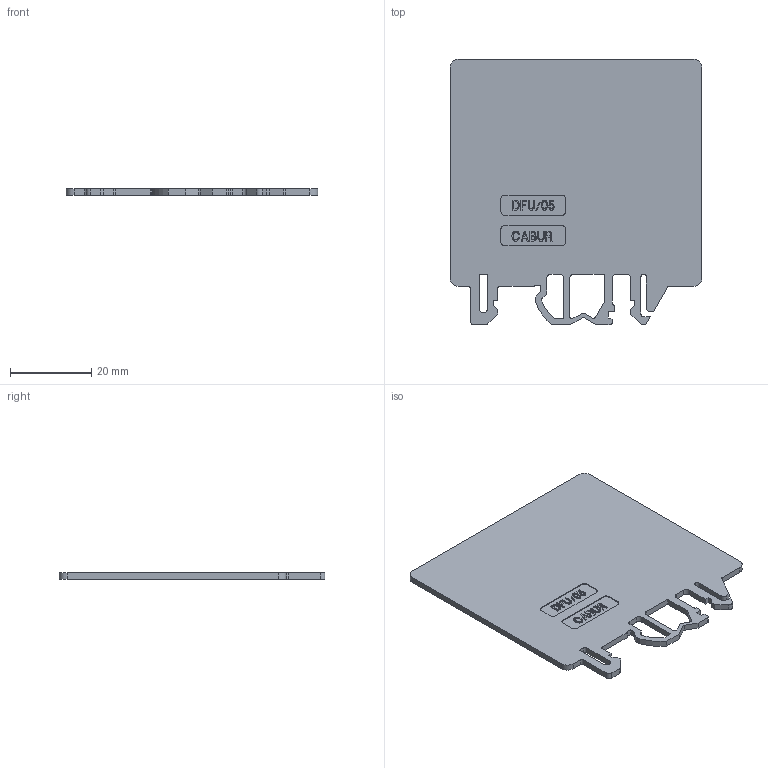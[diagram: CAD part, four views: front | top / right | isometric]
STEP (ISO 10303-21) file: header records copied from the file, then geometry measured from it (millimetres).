
FILE_DESCRIPTION(('OneSpaceDesigner STEP Export'),'2;1');
FILE_NAME('DFU-05.stp','2008-07-03T12:25:43',(''),(''),'OneSpace Designer STEP processor for AP214 (Solid Model)','OneSpace Modeling 15.50 10-Aug-2007 (C) CoCreate Software GmbH','');
FILE_SCHEMA(('AUTOMOTIVE_DESIGN { 1 0 10303 214 1 1 1 1 }'));
Length unit declared in the file: millimetre
Products named in the file (2): DFU-05
Assembly tree (1 placements, depth 2):
  DFU-05
    DFU-05
Bounding box: 62 x 65.5 x 1.5 mm (x, y, z)
Volume: 5318.7 mm3; surface area: 7773.6 mm2
Topology: 1 solids, 1 shells, 509 faces, 1464 edges, 976 vertices
Faces by surface type: plane 469, cylinder 40
Entity records: 16395 total; most frequent: CARTESIAN_POINT 2939, ORIENTED_EDGE 2928, DIRECTION 2542, EDGE_CURVE 1464, VECTOR 1384, LINE 1384, VERTEX_POINT 976, AXIS2_PLACEMENT_3D 579
